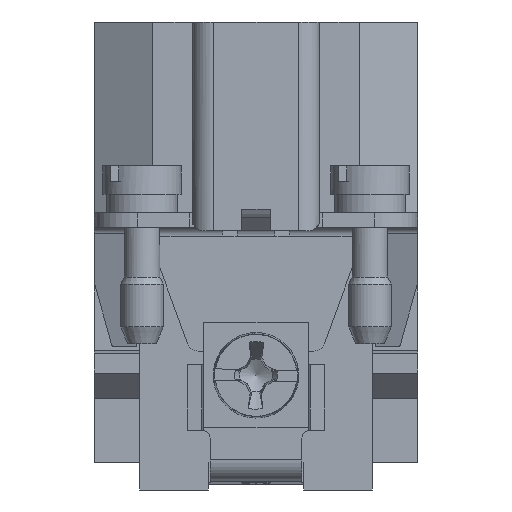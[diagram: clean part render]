
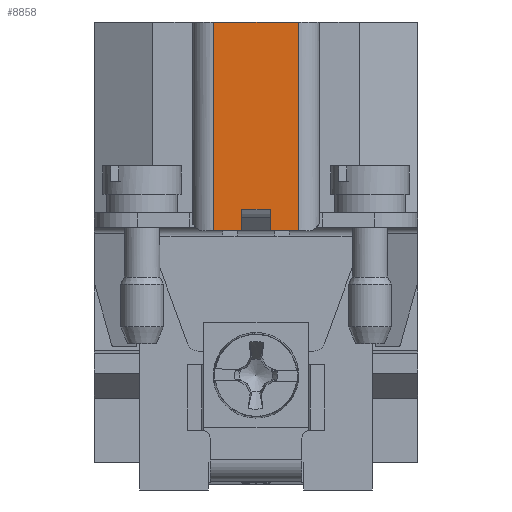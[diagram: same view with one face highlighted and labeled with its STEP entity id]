
A CAD part, left-side view. The second image highlights one B-rep face of the part: STEP entity #8858.
In plain terms, the highlighted planar face has unit normal (-1, 0, 0).
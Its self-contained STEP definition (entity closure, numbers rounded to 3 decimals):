
#7176=FACE_OUTER_BOUND('',#12392,.T.);
#8858=ADVANCED_FACE('',(#7176),#10499,.F.);
#10499=PLANE('',#39795);
#12392=EDGE_LOOP('',(#15756,#15757,#15758,#15759,#15760,#15761,#15762,#15763));
#15756=ORIENTED_EDGE('',*,*,#27251,.T.);
#15757=ORIENTED_EDGE('',*,*,#27252,.T.);
#15758=ORIENTED_EDGE('',*,*,#27228,.T.);
#15759=ORIENTED_EDGE('',*,*,#27253,.F.);
#15760=ORIENTED_EDGE('',*,*,#27095,.F.);
#15761=ORIENTED_EDGE('',*,*,#27250,.T.);
#15762=ORIENTED_EDGE('',*,*,#27147,.T.);
#15763=ORIENTED_EDGE('',*,*,#27254,.F.);
#23967=VERTEX_POINT('',#54674);
#23968=VERTEX_POINT('',#54676);
#24009=VERTEX_POINT('',#54772);
#24012=VERTEX_POINT('',#54778);
#24060=VERTEX_POINT('',#54927);
#24061=VERTEX_POINT('',#54929);
#24074=VERTEX_POINT('',#54974);
#24075=VERTEX_POINT('',#54975);
#27095=EDGE_CURVE('',#23967,#23968,#32845,.T.);
#27147=EDGE_CURVE('',#24009,#24012,#32893,.T.);
#27228=EDGE_CURVE('',#24061,#24060,#32973,.T.);
#27250=EDGE_CURVE('',#23967,#24009,#32991,.T.);
#27251=EDGE_CURVE('',#24074,#24075,#32992,.T.);
#27252=EDGE_CURVE('',#24075,#24061,#32993,.T.);
#27253=EDGE_CURVE('',#23968,#24060,#32994,.T.);
#27254=EDGE_CURVE('',#24074,#24012,#32995,.T.);
#32845=LINE('',#54675,#35942);
#32893=LINE('',#54779,#35990);
#32973=LINE('',#54928,#36070);
#32991=LINE('',#54971,#36088);
#32992=LINE('',#54973,#36089);
#32993=LINE('',#54976,#36090);
#32994=LINE('',#54977,#36091);
#32995=LINE('',#54978,#36092);
#35942=VECTOR('',#43550,1.);
#35990=VECTOR('',#43620,1.);
#36070=VECTOR('',#43742,1.);
#36088=VECTOR('',#43784,1.);
#36089=VECTOR('',#43787,1.);
#36090=VECTOR('',#43788,1.);
#36091=VECTOR('',#43789,1.);
#36092=VECTOR('',#43790,1.);
#39795=AXIS2_PLACEMENT_3D('',#54979,#43791,#43792);
#43550=DIRECTION('',(0.,-1.,0.));
#43620=DIRECTION('',(0.,-1.,0.));
#43742=DIRECTION('',(0.,-1.,0.));
#43784=DIRECTION('',(0.,0.,-1.));
#43787=DIRECTION('',(0.,-1.,0.));
#43788=DIRECTION('',(0.,0.,-1.));
#43789=DIRECTION('',(0.,0.,-1.));
#43790=DIRECTION('',(0.,0.,-1.));
#43791=DIRECTION('',(1.,0.,0.));
#43792=DIRECTION('',(0.,0.,-1.));
#54674=CARTESIAN_POINT('',(-35.9,2.975,14.4));
#54675=CARTESIAN_POINT('',(-35.9,2.975,14.4));
#54676=CARTESIAN_POINT('',(-35.9,-2.975,14.4));
#54772=CARTESIAN_POINT('',(-35.9,2.975,-0.25));
#54778=CARTESIAN_POINT('',(-35.9,1.,-0.25));
#54779=CARTESIAN_POINT('',(-35.9,2.975,-0.25));
#54927=CARTESIAN_POINT('',(-35.9,-2.975,-0.25));
#54928=CARTESIAN_POINT('',(-35.9,2.975,-0.25));
#54929=CARTESIAN_POINT('',(-35.9,-1.,-0.25));
#54971=CARTESIAN_POINT('',(-35.9,2.975,14.4));
#54973=CARTESIAN_POINT('',(-35.9,1.,1.25));
#54974=CARTESIAN_POINT('',(-35.9,1.,1.25));
#54975=CARTESIAN_POINT('',(-35.9,-1.,1.25));
#54976=CARTESIAN_POINT('',(-35.9,-1.,1.25));
#54977=CARTESIAN_POINT('',(-35.9,-2.975,14.4));
#54978=CARTESIAN_POINT('',(-35.9,1.,1.25));
#54979=CARTESIAN_POINT('',(-35.9,2.975,14.4));
